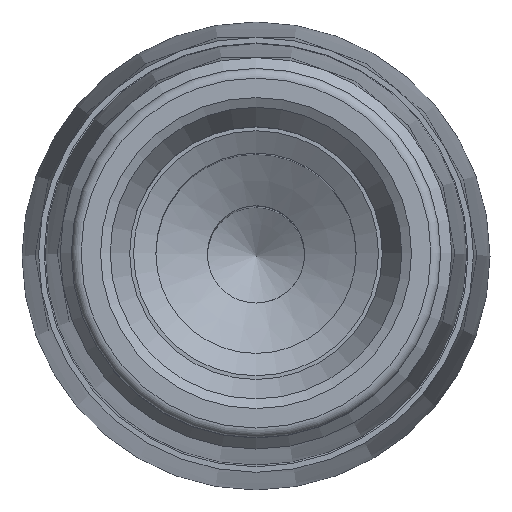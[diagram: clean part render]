
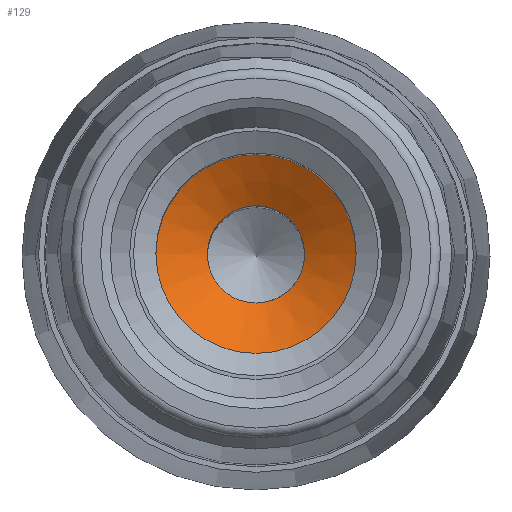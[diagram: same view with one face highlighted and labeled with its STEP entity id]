
A CAD part, top view. The second image highlights one B-rep face of the part: STEP entity #129.
In plain terms, the highlighted conical face has half-angle 60 degrees and reference radius 5.15 mm.
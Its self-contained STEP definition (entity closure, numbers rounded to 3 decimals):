
#86=CONICAL_SURFACE('',#775,5.15,60.);
#129=ADVANCED_FACE('',(#277,#278),#86,.F.);
#277=FACE_BOUND('',#391,.T.);
#278=FACE_BOUND('',#392,.T.);
#391=EDGE_LOOP('',(#506));
#392=EDGE_LOOP('',(#507));
#506=ORIENTED_EDGE('',*,*,#637,.T.);
#507=ORIENTED_EDGE('',*,*,#651,.T.);
#578=VERTEX_POINT('',#1296);
#592=VERTEX_POINT('',#1334);
#637=EDGE_CURVE('',#578,#578,#693,.T.);
#651=EDGE_CURVE('',#592,#592,#705,.T.);
#693=CIRCLE('',#750,2.5);
#705=CIRCLE('',#774,5.15);
#750=AXIS2_PLACEMENT_3D('',#1295,#887,#888);
#774=AXIS2_PLACEMENT_3D('',#1333,#935,#936);
#775=AXIS2_PLACEMENT_3D('',#1335,#937,#938);
#887=DIRECTION('',(0.,0.,-1.));
#888=DIRECTION('',(1.,0.,0.));
#935=DIRECTION('',(0.,0.,1.));
#936=DIRECTION('',(-1.,0.,0.));
#937=DIRECTION('',(0.,0.,1.));
#938=DIRECTION('',(1.,0.,0.));
#1295=CARTESIAN_POINT('',(0.,0.,-39.03));
#1296=CARTESIAN_POINT('',(2.5,0.,-39.03));
#1333=CARTESIAN_POINT('',(0.,0.,-37.5));
#1334=CARTESIAN_POINT('',(-5.15,0.,-37.5));
#1335=CARTESIAN_POINT('',(0.,0.,-37.5));
